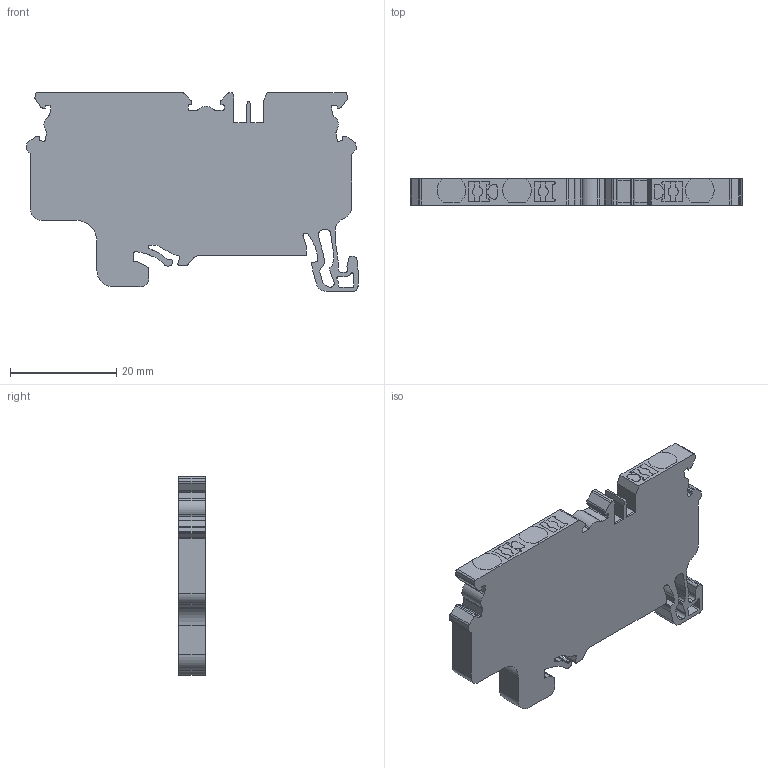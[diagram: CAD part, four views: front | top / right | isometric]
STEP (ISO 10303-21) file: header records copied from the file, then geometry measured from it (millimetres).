
FILE_DESCRIPTION (( 'STEP AP214' ), '1' );
FILE_NAME ('cp2.5_3.STEP', '2024-10-31T11:55:47', ( '' ), ( '' ), 'SwSTEP 2.0', 'SolidWorks 2022', '' );
FILE_SCHEMA (( 'AUTOMOTIVE_DESIGN' ));
Length unit declared in the file: millimetre
Products named in the file (1): cp2.5_3
Bounding box: 62.5 x 5 x 37.42 mm (x, y, z)
Volume: 8649.1 mm3; surface area: 5049.4 mm2
Topology: 1 solids, 1 shells, 353 faces, 1042 edges, 694 vertices
Faces by surface type: plane 190, cylinder 163
Entity records: 12062 total; most frequent: CARTESIAN_POINT 2090, ORIENTED_EDGE 2084, DIRECTION 2074, EDGE_CURVE 1042, LINE 718, VECTOR 718, VERTEX_POINT 694, AXIS2_PLACEMENT_3D 678
